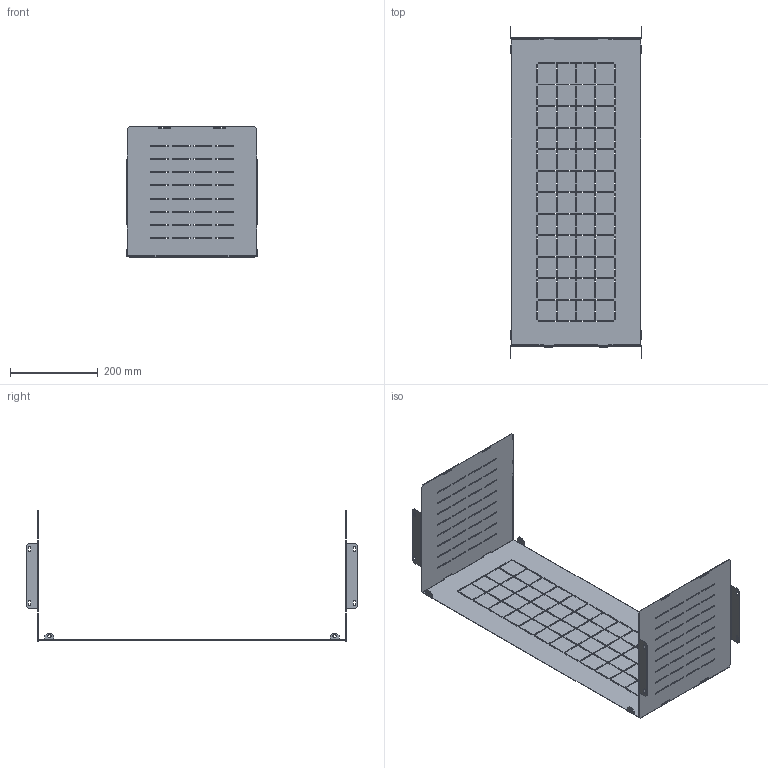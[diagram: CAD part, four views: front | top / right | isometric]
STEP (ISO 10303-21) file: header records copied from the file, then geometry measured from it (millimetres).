
FILE_DESCRIPTION (( 'STEP AP203' ), '1' );
FILE_NAME ('MA1.800.040803.01.00 Ïåðåãîðîäêè äëÿ ñáîðêè ãîðèçîíòàëüíûõ øèí Ø400 Ã800 EKF AleSta AleSta-PCHB48.STEP', '2024-06-06T07:27:22', ( '' ), ( '' ), 'SwSTEP 2.0', 'SolidWorks 2021', '' );
FILE_SCHEMA (( 'CONFIG_CONTROL_DESIGN' ));
Length unit declared in the file: millimetre
Products named in the file (3): MA1.800.040803.01.00 Ïåðåãîðîäêè äëÿ ñáîðêè ãîðèçîíòàëüíûõ øèí Ø400 Ã800 EKF AleSta AleSta-PCHB48; MA1.800.060603.01.01 ãîðèçîíòàëüíàÿ ÷àñòü_ƒ= 800; MA1.800.060603.01.02 ôðîíòàëüíàÿ ÷àñòü_˜=400
Assembly tree (3 placements, depth 2):
  MA1.800.040803.01.00 Ïåðåãîðîäêè äëÿ ñáîðêè ãîðèçîíòàëüíûõ øèí Ø400 Ã800 EKF AleSta AleSta-PCHB48
    MA1.800.060603.01.01 ãîðèçîíòàëüíàÿ ÷àñòü_ƒ= 800
    MA1.800.060603.01.02 ôðîíòàëüíàÿ ÷àñòü_˜=400  x2
Bounding box: 299 x 756.01 x 300 mm (x, y, z)
Volume: 383308.9 mm3; surface area: 788543.5 mm2
Topology: 3 solids, 3 shells, 1010 faces, 2948 edges, 1944 vertices
Faces by surface type: plane 970, cylinder 40
Entity records: 26465 total; most frequent: CARTESIAN_POINT 4594, ORIENTED_EDGE 4584, DIRECTION 3976, EDGE_CURVE 2292, VECTOR 2188, LINE 2188, VERTEX_POINT 1512, EDGE_LOOP 1120
